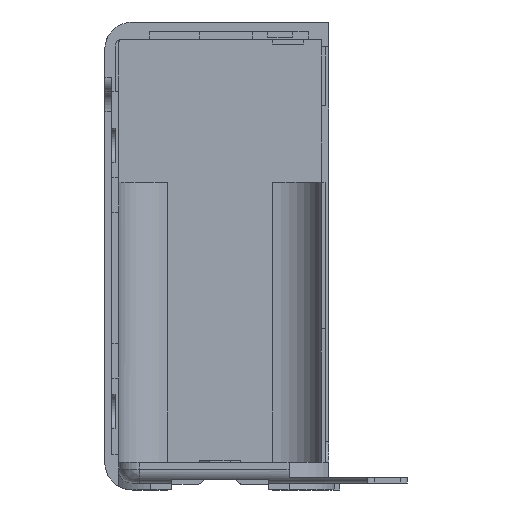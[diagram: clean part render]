
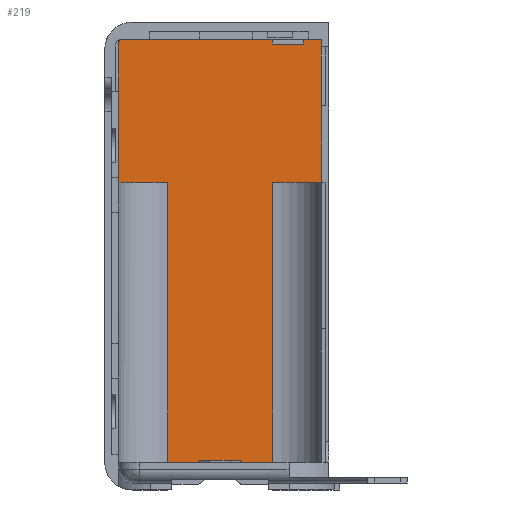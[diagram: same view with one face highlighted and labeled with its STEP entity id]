
A CAD part, front view. The second image highlights one B-rep face of the part: STEP entity #219.
In plain terms, the highlighted planar face has unit normal (0, -1, 0).
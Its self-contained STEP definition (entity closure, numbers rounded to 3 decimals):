
#219=ADVANCED_FACE('',(#1401,#1402),#1400,.T.);
#1400=PLANE('',#2641);
#1401=FACE_OUTER_BOUND('',#2642,.T.);
#1402=FACE_BOUND('',#2643,.T.);
#2638=CARTESIAN_POINT('',(-0.928,18.65,-72.02));
#2639=DIRECTION('',(0.,-1.,0.));
#2640=DIRECTION('',(1.,0.,0.));
#2641=AXIS2_PLACEMENT_3D('',#2638,#2639,#2640);
#2642=EDGE_LOOP('',(#3728,#3729,#3730,#3731,#3732,#3733,#3734,#3735,#3736));
#2643=EDGE_LOOP('',(#3737,#3738,#3739,#3740));
#3728=ORIENTED_EDGE('',*,*,#4470,.T.);
#3729=ORIENTED_EDGE('',*,*,#4471,.T.);
#3730=ORIENTED_EDGE('',*,*,#4230,.T.);
#3731=ORIENTED_EDGE('',*,*,#4472,.F.);
#3732=ORIENTED_EDGE('',*,*,#4176,.T.);
#3733=ORIENTED_EDGE('',*,*,#4354,.T.);
#3734=ORIENTED_EDGE('',*,*,#4150,.T.);
#3735=ORIENTED_EDGE('',*,*,#4473,.T.);
#3736=ORIENTED_EDGE('',*,*,#4114,.T.);
#3737=ORIENTED_EDGE('',*,*,#4474,.F.);
#3738=ORIENTED_EDGE('',*,*,#4475,.F.);
#3739=ORIENTED_EDGE('',*,*,#4476,.T.);
#3740=ORIENTED_EDGE('',*,*,#4477,.T.);
#4114=EDGE_CURVE('',#5040,#5033,#5041,.T.);
#4150=EDGE_CURVE('',#5206,#5284,#5291,.T.);
#4176=EDGE_CURVE('',#5471,#5464,#5472,.T.);
#4230=EDGE_CURVE('',#5834,#5827,#5835,.T.);
#4354=EDGE_CURVE('',#5464,#5206,#6660,.T.);
#4470=EDGE_CURVE('',#5033,#7419,#7420,.T.);
#4471=EDGE_CURVE('',#7419,#5834,#7426,.T.);
#4472=EDGE_CURVE('',#5471,#5827,#7432,.T.);
#4473=EDGE_CURVE('',#5284,#5040,#7438,.T.);
#4474=EDGE_CURVE('',#7444,#7445,#7446,.T.);
#4475=EDGE_CURVE('',#7452,#7444,#7453,.T.);
#4476=EDGE_CURVE('',#7452,#7459,#7460,.T.);
#4477=EDGE_CURVE('',#7459,#7445,#7466,.T.);
#5033=VERTEX_POINT('',#8237);
#5040=VERTEX_POINT('',#8241);
#5041=LINE('',#8242,#8243);
#5206=VERTEX_POINT('',#8339);
#5284=VERTEX_POINT('',#8384);
#5291=LINE('',#8388,#8389);
#5464=VERTEX_POINT('',#8488);
#5471=VERTEX_POINT('',#8492);
#5472=LINE('',#8493,#8494);
#5827=VERTEX_POINT('',#8699);
#5834=VERTEX_POINT('',#8704);
#5835=LINE('',#8705,#8706);
#6660=LINE('',#9181,#9182);
#7419=VERTEX_POINT('',#9645);
#7420=LINE('',#9646,#9647);
#7426=LINE('',#9649,#9650);
#7432=LINE('',#9652,#9653);
#7438=CIRCLE('',#9658,0.5);
#7444=VERTEX_POINT('',#9659);
#7445=VERTEX_POINT('',#9660);
#7446=LINE('',#9661,#9662);
#7452=VERTEX_POINT('',#9664);
#7453=LINE('',#9665,#9666);
#7459=VERTEX_POINT('',#9668);
#7460=LINE('',#9669,#9670);
#7466=LINE('',#9672,#9673);
#8237=CARTESIAN_POINT('',(2.,18.65,-23.2));
#8241=CARTESIAN_POINT('',(2.,18.65,-3.));
#8242=CARTESIAN_POINT('',(2.,18.65,-3.));
#8243=VECTOR('',#8244,20.2);
#8244=DIRECTION('',(0.,0.,-1.));
#8339=CARTESIAN_POINT('',(31.282,18.65,-2.5));
#8384=CARTESIAN_POINT('',(2.5,18.65,-2.5));
#8388=CARTESIAN_POINT('',(31.282,18.65,-2.5));
#8389=VECTOR('',#8390,28.782);
#8390=DIRECTION('',(-1.,0.,0.));
#8488=CARTESIAN_POINT('',(31.282,18.65,-23.2));
#8492=CARTESIAN_POINT('',(24.2,18.65,-23.2));
#8493=CARTESIAN_POINT('',(24.2,18.65,-23.2));
#8494=VECTOR('',#8495,7.082);
#8495=DIRECTION('',(1.,0.,0.));
#8699=CARTESIAN_POINT('',(24.2,18.65,-65.7));
#8704=CARTESIAN_POINT('',(9.1,18.65,-65.7));
#8705=CARTESIAN_POINT('',(9.1,18.65,-65.7));
#8706=VECTOR('',#8707,15.1);
#8707=DIRECTION('',(1.,0.,0.));
#9181=CARTESIAN_POINT('',(31.282,18.65,-23.2));
#9182=VECTOR('',#9183,20.7);
#9183=DIRECTION('',(0.,0.,1.));
#9645=CARTESIAN_POINT('',(9.1,18.65,-23.2));
#9646=CARTESIAN_POINT('',(2.,18.65,-23.2));
#9647=VECTOR('',#9648,7.1);
#9648=DIRECTION('',(1.,0.,0.));
#9649=CARTESIAN_POINT('',(9.1,18.65,-23.2));
#9650=VECTOR('',#9651,42.5);
#9651=DIRECTION('',(0.,0.,-1.));
#9652=CARTESIAN_POINT('',(24.2,18.65,-23.2));
#9653=VECTOR('',#9654,42.5);
#9654=DIRECTION('',(0.,0.,-1.));
#9655=CARTESIAN_POINT('',(2.5,18.65,-3.));
#9656=DIRECTION('',(0.,-1.,0.));
#9657=DIRECTION('',(-1.,0.,0.));
#9658=AXIS2_PLACEMENT_3D('',#9655,#9656,#9657);
#9659=CARTESIAN_POINT('',(19.6,18.65,-65.698));
#9660=CARTESIAN_POINT('',(19.6,18.65,-63.4));
#9661=CARTESIAN_POINT('',(19.6,18.65,-65.698));
#9662=VECTOR('',#9663,2.298);
#9663=DIRECTION('',(0.,0.,1.));
#9664=CARTESIAN_POINT('',(13.7,18.65,-65.698));
#9665=CARTESIAN_POINT('',(13.7,18.65,-65.698));
#9666=VECTOR('',#9667,5.9);
#9667=DIRECTION('',(1.,0.,0.));
#9668=CARTESIAN_POINT('',(13.7,18.65,-63.4));
#9669=CARTESIAN_POINT('',(13.7,18.65,-65.698));
#9670=VECTOR('',#9671,2.298);
#9671=DIRECTION('',(0.,0.,1.));
#9672=CARTESIAN_POINT('',(13.7,18.65,-63.4));
#9673=VECTOR('',#9674,5.9);
#9674=DIRECTION('',(1.,0.,0.));
